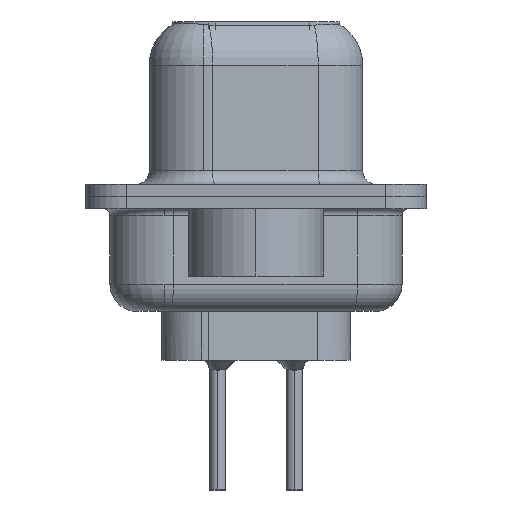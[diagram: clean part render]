
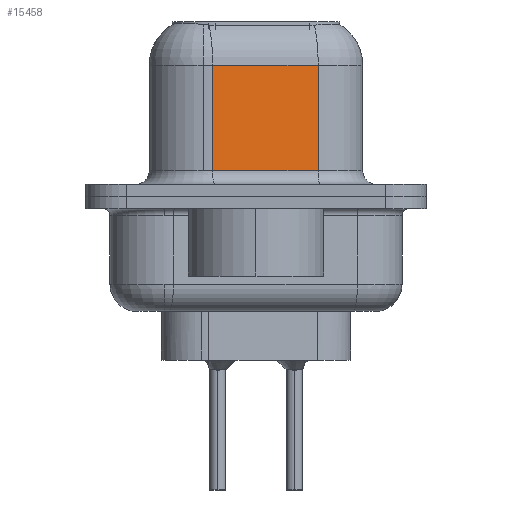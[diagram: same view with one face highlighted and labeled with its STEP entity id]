
A CAD part, left-side view. The second image highlights one B-rep face of the part: STEP entity #15458.
In plain terms, the highlighted planar face has unit normal (-0.985, -0.174, 0).
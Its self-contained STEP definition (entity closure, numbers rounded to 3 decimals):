
#4765 = EDGE_CURVE ( 'NONE', #25014, #11753, #6630, .T. ) ;
#5793 = VERTEX_POINT ( 'NONE', #24256 ) ;
#6405 = ORIENTED_EDGE ( 'NONE', *, *, #14459, .F. ) ;
#6467 = VECTOR ( 'NONE', #26145, 1000. ) ;
#6628 = DIRECTION ( 'NONE',  ( 0., 0., -1. ) ) ;
#6630 = LINE ( 'NONE', #19233, #17991 ) ;
#7330 = LINE ( 'NONE', #27128, #8720 ) ;
#8720 = VECTOR ( 'NONE', #17939, 1000. ) ;
#8886 = LINE ( 'NONE', #17510, #6467 ) ;
#8960 = ORIENTED_EDGE ( 'NONE', *, *, #26300, .T. ) ;
#9187 = CARTESIAN_POINT ( 'NONE',  ( 5.038, -2.297, 0.95 ) ) ;
#10343 = FACE_OUTER_BOUND ( 'NONE', #19487, .T. ) ;
#11753 = VERTEX_POINT ( 'NONE', #9187 ) ;
#12314 = CARTESIAN_POINT ( 'NONE',  ( 4.35, 1.603, 0.95 ) ) ;
#13057 = EDGE_CURVE ( 'NONE', #14645, #5793, #8886, .T. ) ;
#13255 = CARTESIAN_POINT ( 'NONE',  ( 5.038, -2.297, 4.85 ) ) ;
#13605 = ORIENTED_EDGE ( 'NONE', *, *, #13057, .T. ) ;
#14459 = EDGE_CURVE ( 'NONE', #14645, #11753, #7330, .T. ) ;
#14645 = VERTEX_POINT ( 'NONE', #13255 ) ;
#14708 = DIRECTION ( 'NONE',  ( -0.174, 0.985, 0. ) ) ;
#15458 = ADVANCED_FACE ( 'NONE', ( #10343 ), #23618, .F. ) ;
#17092 = LINE ( 'NONE', #25730, #24499 ) ;
#17096 = DIRECTION ( 'NONE',  ( 0.174, -0.985, 0. ) ) ;
#17510 = CARTESIAN_POINT ( 'NONE',  ( 5.038, -2.297, 4.85 ) ) ;
#17939 = DIRECTION ( 'NONE',  ( 0., 0., -1. ) ) ;
#17991 = VECTOR ( 'NONE', #17096, 1000. ) ;
#18951 = CARTESIAN_POINT ( 'NONE',  ( 5.038, -2.297, 6.6 ) ) ;
#19233 = CARTESIAN_POINT ( 'NONE',  ( 5.038, -2.297, 0.95 ) ) ;
#19487 = EDGE_LOOP ( 'NONE', ( #6405, #13605, #8960, #23343 ) ) ;
#21871 = AXIS2_PLACEMENT_3D ( 'NONE', #18951, #27589, #14708 ) ;
#23343 = ORIENTED_EDGE ( 'NONE', *, *, #4765, .T. ) ;
#23618 = PLANE ( 'NONE',  #21871 ) ;
#24256 = CARTESIAN_POINT ( 'NONE',  ( 4.35, 1.603, 4.85 ) ) ;
#24499 = VECTOR ( 'NONE', #6628, 1000. ) ;
#25014 = VERTEX_POINT ( 'NONE', #12314 ) ;
#25730 = CARTESIAN_POINT ( 'NONE',  ( 4.35, 1.603, 6.6 ) ) ;
#26145 = DIRECTION ( 'NONE',  ( -0.174, 0.985, 0. ) ) ;
#26300 = EDGE_CURVE ( 'NONE', #5793, #25014, #17092, .T. ) ;
#27128 = CARTESIAN_POINT ( 'NONE',  ( 5.038, -2.297, 6.6 ) ) ;
#27589 = DIRECTION ( 'NONE',  ( 0.985, 0.174, 0. ) ) ;
